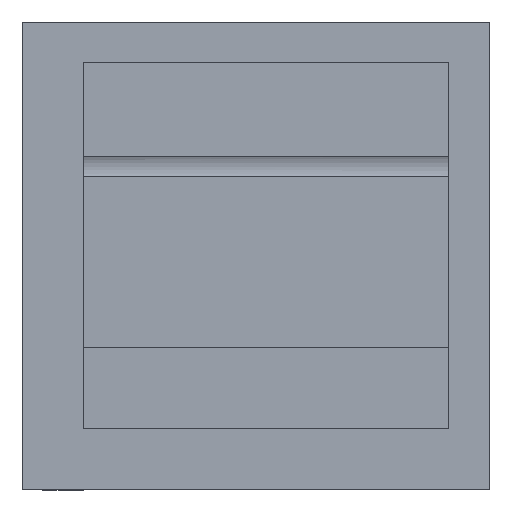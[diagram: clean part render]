
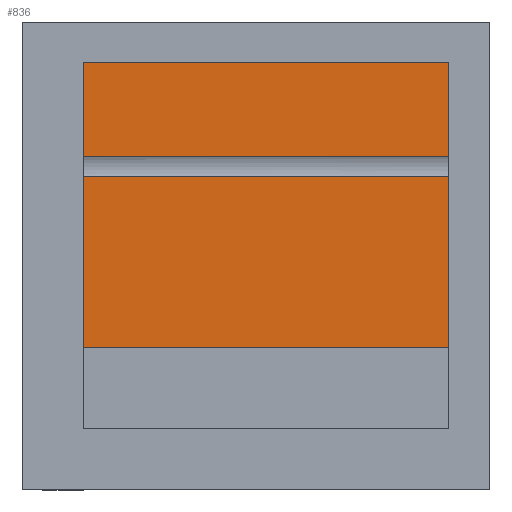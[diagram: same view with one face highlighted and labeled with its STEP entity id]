
A CAD part, top view. The second image highlights one B-rep face of the part: STEP entity #836.
In plain terms, the highlighted planar face has unit normal (0, 0, 1).
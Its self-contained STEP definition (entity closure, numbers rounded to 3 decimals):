
#88=FACE_OUTER_BOUND('',#139,.T.);
#139=EDGE_LOOP('',(#702,#703,#704,#705,#706,#707,#708,#709,#710,#711));
#171=LINE('',#1191,#266);
#201=LINE('',#1286,#296);
#225=LINE('',#1330,#320);
#226=LINE('',#1335,#321);
#236=LINE('',#1355,#331);
#239=LINE('',#1361,#334);
#240=LINE('',#1363,#335);
#241=LINE('',#1364,#336);
#242=LINE('',#1365,#337);
#243=LINE('',#1366,#338);
#266=VECTOR('',#956,10.);
#296=VECTOR('',#1044,10.);
#320=VECTOR('',#1080,10.);
#321=VECTOR('',#1085,10.);
#331=VECTOR('',#1105,10.);
#334=VECTOR('',#1110,10.);
#335=VECTOR('',#1111,10.);
#336=VECTOR('',#1112,10.);
#337=VECTOR('',#1113,10.);
#338=VECTOR('',#1114,10.);
#359=VERTEX_POINT('',#1188);
#360=VERTEX_POINT('',#1190);
#395=VERTEX_POINT('',#1283);
#396=VERTEX_POINT('',#1285);
#409=VERTEX_POINT('',#1327);
#410=VERTEX_POINT('',#1329);
#412=VERTEX_POINT('',#1333);
#417=VERTEX_POINT('',#1354);
#419=VERTEX_POINT('',#1360);
#420=VERTEX_POINT('',#1362);
#439=EDGE_CURVE('',#359,#360,#171,.T.);
#484=EDGE_CURVE('',#395,#396,#201,.T.);
#508=EDGE_CURVE('',#409,#410,#225,.T.);
#511=EDGE_CURVE('',#412,#359,#226,.T.);
#521=EDGE_CURVE('',#417,#360,#236,.T.);
#524=EDGE_CURVE('',#412,#419,#239,.T.);
#525=EDGE_CURVE('',#419,#420,#240,.T.);
#526=EDGE_CURVE('',#420,#410,#241,.T.);
#527=EDGE_CURVE('',#396,#409,#242,.T.);
#528=EDGE_CURVE('',#417,#395,#243,.T.);
#702=ORIENTED_EDGE('',*,*,#521,.T.);
#703=ORIENTED_EDGE('',*,*,#439,.F.);
#704=ORIENTED_EDGE('',*,*,#511,.F.);
#705=ORIENTED_EDGE('',*,*,#524,.T.);
#706=ORIENTED_EDGE('',*,*,#525,.T.);
#707=ORIENTED_EDGE('',*,*,#526,.T.);
#708=ORIENTED_EDGE('',*,*,#508,.F.);
#709=ORIENTED_EDGE('',*,*,#527,.F.);
#710=ORIENTED_EDGE('',*,*,#484,.F.);
#711=ORIENTED_EDGE('',*,*,#528,.F.);
#798=PLANE('',#915);
#836=ADVANCED_FACE('',(#88),#798,.T.);
#915=AXIS2_PLACEMENT_3D('',#1359,#1108,#1109);
#956=DIRECTION('',(-1.,0.,0.));
#1044=DIRECTION('',(0.,1.,0.));
#1080=DIRECTION('',(0.,-1.,0.));
#1085=DIRECTION('',(0.,-1.,0.));
#1105=DIRECTION('',(0.,-1.,0.));
#1108=DIRECTION('center_axis',(0.,0.,1.));
#1109=DIRECTION('ref_axis',(-1.,0.,0.));
#1110=DIRECTION('',(-1.,0.,0.));
#1111=DIRECTION('',(0.,1.,0.));
#1112=DIRECTION('',(1.,0.,0.));
#1113=DIRECTION('',(1.,0.,0.));
#1114=DIRECTION('',(1.,0.,0.));
#1188=CARTESIAN_POINT('',(-7.93,22.93,33.));
#1190=CARTESIAN_POINT('',(-27.43,22.93,33.));
#1191=CARTESIAN_POINT('',(-7.93,22.93,33.));
#1283=CARTESIAN_POINT('',(-25.93,33.93,33.));
#1285=CARTESIAN_POINT('',(-25.93,36.93,33.));
#1286=CARTESIAN_POINT('',(-25.93,27.93,33.));
#1327=CARTESIAN_POINT('',(-7.93,36.93,33.));
#1329=CARTESIAN_POINT('',(-7.93,32.325,33.));
#1330=CARTESIAN_POINT('',(-7.93,36.93,33.));
#1333=CARTESIAN_POINT('',(-7.93,31.314,33.));
#1335=CARTESIAN_POINT('',(-7.93,36.93,33.));
#1354=CARTESIAN_POINT('',(-27.43,33.93,33.));
#1355=CARTESIAN_POINT('',(-27.43,31.68,33.));
#1359=CARTESIAN_POINT('Origin',(-7.93,36.93,33.));
#1360=CARTESIAN_POINT('',(-25.93,31.314,33.));
#1361=CARTESIAN_POINT('',(-5.93,31.314,33.));
#1362=CARTESIAN_POINT('',(-25.93,32.325,33.));
#1363=CARTESIAN_POINT('',(-25.93,34.375,33.));
#1364=CARTESIAN_POINT('',(-5.93,32.325,33.));
#1365=CARTESIAN_POINT('',(-16.93,36.93,33.));
#1366=CARTESIAN_POINT('',(-17.93,33.93,33.));
